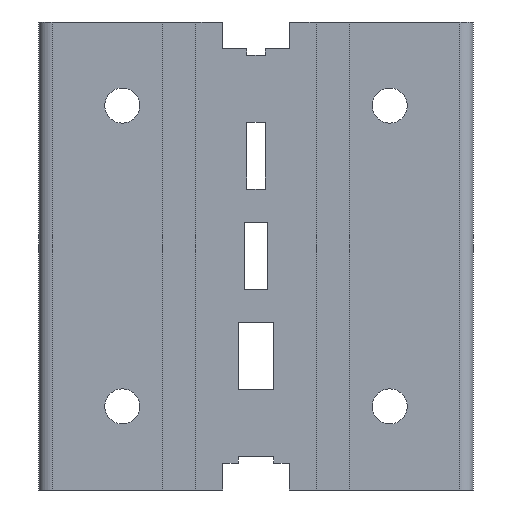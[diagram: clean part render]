
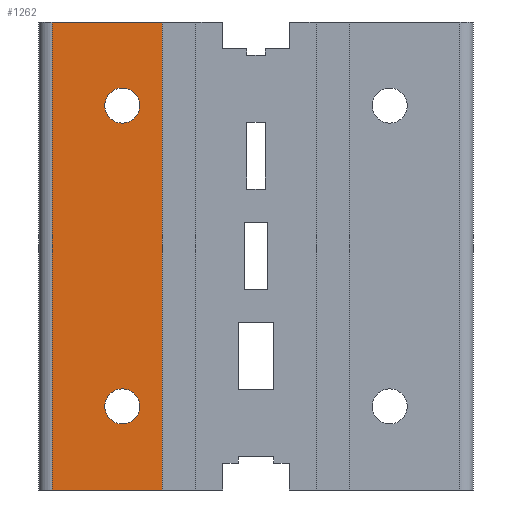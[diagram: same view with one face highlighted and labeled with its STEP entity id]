
A CAD part, left-side view. The second image highlights one B-rep face of the part: STEP entity #1262.
In plain terms, the highlighted planar face has unit normal (-1, 0, 0).
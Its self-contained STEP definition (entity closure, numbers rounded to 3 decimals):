
#582=CARTESIAN_POINT('Vertex',(0.,110.25,25.)) ;
#585=CARTESIAN_POINT('Axis2P3D Location',(0.,105.,25.)) ;
#589=CARTESIAN_POINT('Vertex',(0.,99.75,25.)) ;
#609=CARTESIAN_POINT('Axis2P3D Location',(0.,105.,25.)) ;
#696=CARTESIAN_POINT('Vertex',(0.,110.25,115.)) ;
#699=CARTESIAN_POINT('Axis2P3D Location',(0.,105.,115.)) ;
#703=CARTESIAN_POINT('Vertex',(0.,99.75,115.)) ;
#723=CARTESIAN_POINT('Axis2P3D Location',(0.,105.,115.)) ;
#849=CARTESIAN_POINT('Axis2P3D Location',(0.,0.,0.)) ;
#1088=CARTESIAN_POINT('Vertex',(0.,93.,0.)) ;
#1095=CARTESIAN_POINT('Vertex',(0.,93.,140.)) ;
#1098=CARTESIAN_POINT('Line Origine',(0.,93.,70.)) ;
#1229=CARTESIAN_POINT('Line Origine',(0.,126.,70.)) ;
#1233=CARTESIAN_POINT('Vertex',(0.,126.,0.)) ;
#1235=CARTESIAN_POINT('Vertex',(0.,126.,140.)) ;
#1238=CARTESIAN_POINT('Line Origine',(0.,109.5,0.)) ;
#1243=CARTESIAN_POINT('Line Origine',(0.,109.5,140.)) ;
#586=DIRECTION('Axis2P3D Direction',(1.,0.,0.)) ;
#610=DIRECTION('Axis2P3D Direction',(1.,0.,0.)) ;
#700=DIRECTION('Axis2P3D Direction',(1.,0.,0.)) ;
#724=DIRECTION('Axis2P3D Direction',(1.,0.,0.)) ;
#850=DIRECTION('Axis2P3D Direction',(1.,0.,0.)) ;
#851=DIRECTION('Axis2P3D XDirection',(0.,1.,0.)) ;
#1099=DIRECTION('Vector Direction',(0.,0.,-1.)) ;
#1230=DIRECTION('Vector Direction',(0.,0.,1.)) ;
#1239=DIRECTION('Vector Direction',(0.,1.,0.)) ;
#1244=DIRECTION('Vector Direction',(0.,-1.,0.)) ;
#587=AXIS2_PLACEMENT_3D('Circle Axis2P3D',#585,#586,$) ;
#611=AXIS2_PLACEMENT_3D('Circle Axis2P3D',#609,#610,$) ;
#701=AXIS2_PLACEMENT_3D('Circle Axis2P3D',#699,#700,$) ;
#725=AXIS2_PLACEMENT_3D('Circle Axis2P3D',#723,#724,$) ;
#852=AXIS2_PLACEMENT_3D('Plane Axis2P3D',#849,#850,#851) ;
#1249=ORIENTED_EDGE('',*,*,#1237,.F.) ;
#1250=ORIENTED_EDGE('',*,*,#1242,.F.) ;
#1251=ORIENTED_EDGE('',*,*,#1102,.F.) ;
#1252=ORIENTED_EDGE('',*,*,#1247,.F.) ;
#1255=ORIENTED_EDGE('',*,*,#613,.T.) ;
#1256=ORIENTED_EDGE('',*,*,#591,.T.) ;
#1259=ORIENTED_EDGE('',*,*,#727,.T.) ;
#1260=ORIENTED_EDGE('',*,*,#705,.T.) ;
#1257=FACE_BOUND('',#1254,.T.) ;
#1261=FACE_BOUND('',#1258,.T.) ;
#1100=VECTOR('Line Direction',#1099,1.) ;
#1231=VECTOR('Line Direction',#1230,1.) ;
#1240=VECTOR('Line Direction',#1239,1.) ;
#1245=VECTOR('Line Direction',#1244,1.) ;
#1262=ADVANCED_FACE('Corps de pi\X2\00E8\X0\ce.2',(#1253,#1257,#1261),#853,.F.) ;
#588=CIRCLE('generated circle',#587,5.25) ;
#612=CIRCLE('generated circle',#611,5.25) ;
#702=CIRCLE('generated circle',#701,5.25) ;
#726=CIRCLE('generated circle',#725,5.25) ;
#591=EDGE_CURVE('',#590,#583,#588,.T.) ;
#613=EDGE_CURVE('',#583,#590,#612,.T.) ;
#705=EDGE_CURVE('',#704,#697,#702,.T.) ;
#727=EDGE_CURVE('',#697,#704,#726,.T.) ;
#1102=EDGE_CURVE('',#1096,#1089,#1101,.T.) ;
#1237=EDGE_CURVE('',#1234,#1236,#1232,.T.) ;
#1242=EDGE_CURVE('',#1089,#1234,#1241,.T.) ;
#1247=EDGE_CURVE('',#1236,#1096,#1246,.T.) ;
#1248=EDGE_LOOP('',(#1249,#1250,#1251,#1252)) ;
#1254=EDGE_LOOP('',(#1255,#1256)) ;
#1258=EDGE_LOOP('',(#1259,#1260)) ;
#1253=FACE_OUTER_BOUND('',#1248,.T.) ;
#1101=LINE('Line',#1098,#1100) ;
#1232=LINE('Line',#1229,#1231) ;
#1241=LINE('Line',#1238,#1240) ;
#1246=LINE('Line',#1243,#1245) ;
#853=PLANE('Plane',#852) ;
#583=VERTEX_POINT('',#582) ;
#590=VERTEX_POINT('',#589) ;
#697=VERTEX_POINT('',#696) ;
#704=VERTEX_POINT('',#703) ;
#1089=VERTEX_POINT('',#1088) ;
#1096=VERTEX_POINT('',#1095) ;
#1234=VERTEX_POINT('',#1233) ;
#1236=VERTEX_POINT('',#1235) ;
